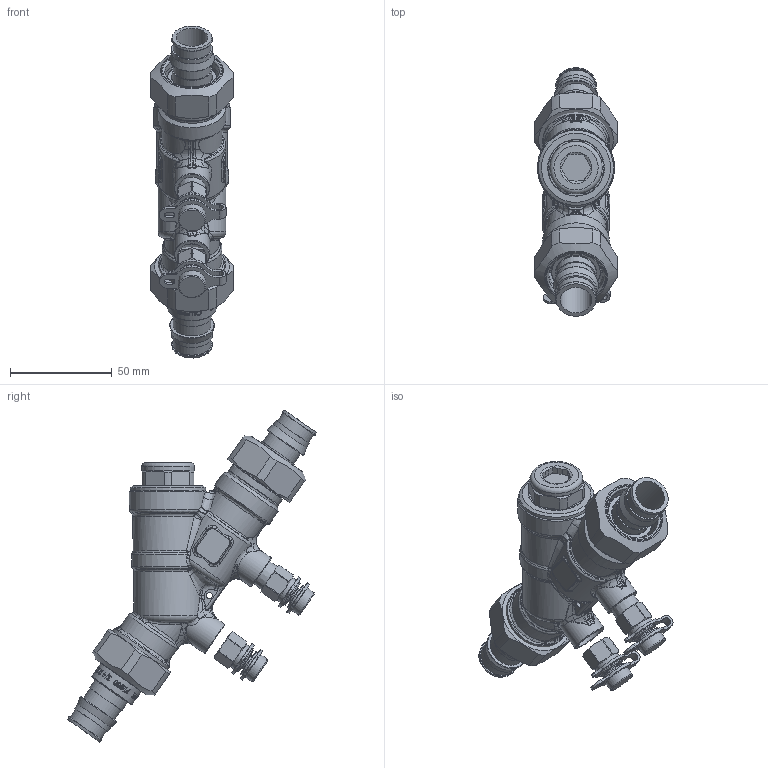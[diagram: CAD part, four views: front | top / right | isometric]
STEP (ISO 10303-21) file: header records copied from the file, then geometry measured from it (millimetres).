
FILE_DESCRIPTION(/* description */ (''),/* implementation_level */ '2;1');
FILE_NAME(/* name */ '128552AF_Simplify_1.stp',/* time_stamp */ '2025-07-22T10:28:30-05:00',/* author */ ('ischreiner'),/* organization */ (''),/* preprocessor_version */ 'ST-DEVELOPER v20',/* originating_system */ 'Autodesk Inventor 2025',/* authorisation */ '');
FILE_SCHEMA (('AUTOMOTIVE_DESIGN { 1 0 10303 214 3 1 1 }'));
Length unit declared in the file: inch
Products named in the file (1): 128552AF_Simplify_1
Bounding box: 40.63 x 122.49 x 163.41 mm (x, y, z)
Volume: 167955.6 mm3; surface area: 44960.3 mm2
Topology: 7 solids, 7 shells, 2103 faces, 5398 edges, 3402 vertices
Faces by surface type: bspline 1133, plane 585, cylinder 250, cone 79, torus 52, sphere 4
Full cylindrical faces by diameter (mm): 3 x1, 8 x2, 11.5 x2, 12 x4, 12.2 x2, 13.5 x6, 13.9 x2, 15.367 x2, 17.5 x2, 18.745 x4, 19.609 x2, 19.99 x2, 20.091 x2, 24.384 x2, 25.8 x1, 26.924 x2, 27.686 x2, 29.5 x1, 29.972 x2, 30 x2, 30.302 x2, 33.1 x2, 37 x1
Entity records: 181865 total; most frequent: CARTESIAN_POINT 135393, ORIENTED_EDGE 10760, DIRECTION 6581, EDGE_CURVE 5380, VERTEX_POINT 3402, AXIS2_PLACEMENT_3D 2436, EDGE_LOOP 2236, B_SPLINE_CURVE_WITH_KNOTS 2146
